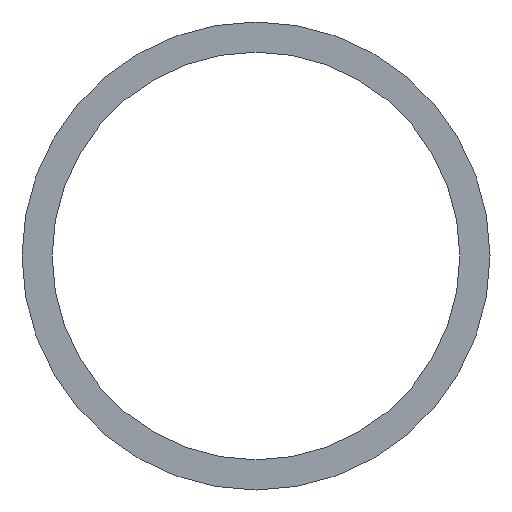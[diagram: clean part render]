
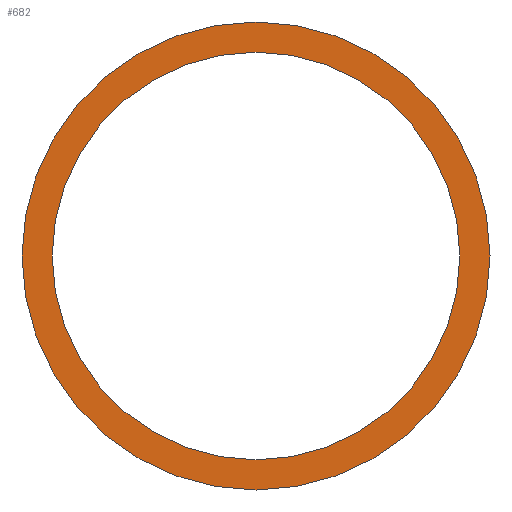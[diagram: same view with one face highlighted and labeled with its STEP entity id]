
A CAD part, front view. The second image highlights one B-rep face of the part: STEP entity #682.
In plain terms, the highlighted planar face has unit normal (0, -1, 0).
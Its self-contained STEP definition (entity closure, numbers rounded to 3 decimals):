
#18 = AXIS2_PLACEMENT_3D ( 'NONE', #295, #513, #445 ) ;
#32 = VERTEX_POINT ( 'NONE', #48 ) ;
#48 = CARTESIAN_POINT ( 'NONE',  ( 0., 0., -67.5 ) ) ;
#57 = FACE_BOUND ( 'NONE', #544, .T. ) ;
#68 = EDGE_CURVE ( 'NONE', #452, #553, #804, .T. ) ;
#71 = AXIS2_PLACEMENT_3D ( 'NONE', #545, #535, #259 ) ;
#81 = ORIENTED_EDGE ( 'NONE', *, *, #347, .F. ) ;
#100 = CIRCLE ( 'NONE', #71, 67.5 ) ;
#122 = DIRECTION ( 'NONE',  ( 0., 0., 1. ) ) ;
#125 = PLANE ( 'NONE',  #370 ) ;
#169 = DIRECTION ( 'NONE',  ( 0., 1., 0. ) ) ;
#178 = EDGE_CURVE ( 'NONE', #32, #661, #523, .T. ) ;
#195 = DIRECTION ( 'NONE',  ( 0., 0., 1. ) ) ;
#204 = CARTESIAN_POINT ( 'NONE',  ( 0., 0., 77.5 ) ) ;
#215 = ORIENTED_EDGE ( 'NONE', *, *, #178, .T. ) ;
#231 = CARTESIAN_POINT ( 'NONE',  ( 0., 0., 0. ) ) ;
#232 = EDGE_LOOP ( 'NONE', ( #702, #81 ) ) ;
#259 = DIRECTION ( 'NONE',  ( 0., 0., 1. ) ) ;
#295 = CARTESIAN_POINT ( 'NONE',  ( 0., 0., 0. ) ) ;
#316 = FACE_OUTER_BOUND ( 'NONE', #232, .T. ) ;
#324 = CARTESIAN_POINT ( 'NONE',  ( 0., 0., 67.5 ) ) ;
#347 = EDGE_CURVE ( 'NONE', #553, #452, #691, .T. ) ;
#370 = AXIS2_PLACEMENT_3D ( 'NONE', #774, #715, #122 ) ;
#426 = ORIENTED_EDGE ( 'NONE', *, *, #617, .T. ) ;
#445 = DIRECTION ( 'NONE',  ( 0., 0., 1. ) ) ;
#452 = VERTEX_POINT ( 'NONE', #704 ) ;
#513 = DIRECTION ( 'NONE',  ( 0., 1., 0. ) ) ;
#523 = CIRCLE ( 'NONE', #813, 67.5 ) ;
#535 = DIRECTION ( 'NONE',  ( 0., 1., 0. ) ) ;
#539 = AXIS2_PLACEMENT_3D ( 'NONE', #231, #169, #626 ) ;
#544 = EDGE_LOOP ( 'NONE', ( #215, #426 ) ) ;
#545 = CARTESIAN_POINT ( 'NONE',  ( 0., 0., 0. ) ) ;
#546 = CARTESIAN_POINT ( 'NONE',  ( 0., 0., 0. ) ) ;
#553 = VERTEX_POINT ( 'NONE', #204 ) ;
#617 = EDGE_CURVE ( 'NONE', #661, #32, #100, .T. ) ;
#626 = DIRECTION ( 'NONE',  ( 0., 0., 1. ) ) ;
#661 = VERTEX_POINT ( 'NONE', #324 ) ;
#677 = DIRECTION ( 'NONE',  ( 0., 1., 0. ) ) ;
#682 = ADVANCED_FACE ( 'NONE', ( #316, #57 ), #125, .F. ) ;
#691 = CIRCLE ( 'NONE', #539, 77.5 ) ;
#702 = ORIENTED_EDGE ( 'NONE', *, *, #68, .F. ) ;
#704 = CARTESIAN_POINT ( 'NONE',  ( 0., 0., -77.5 ) ) ;
#715 = DIRECTION ( 'NONE',  ( 0., 1., 0. ) ) ;
#774 = CARTESIAN_POINT ( 'NONE',  ( 0., 0., 0. ) ) ;
#804 = CIRCLE ( 'NONE', #18, 77.5 ) ;
#813 = AXIS2_PLACEMENT_3D ( 'NONE', #546, #677, #195 ) ;
